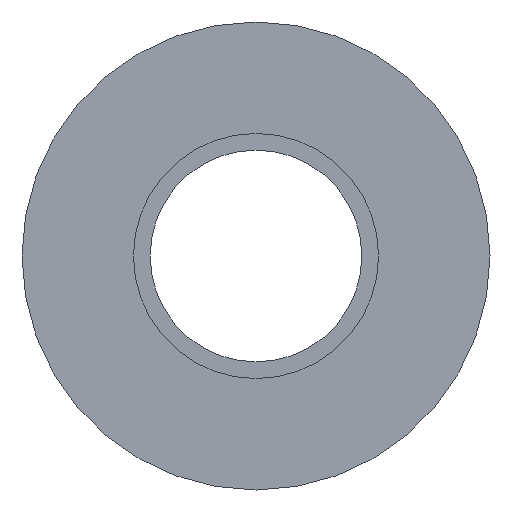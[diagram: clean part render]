
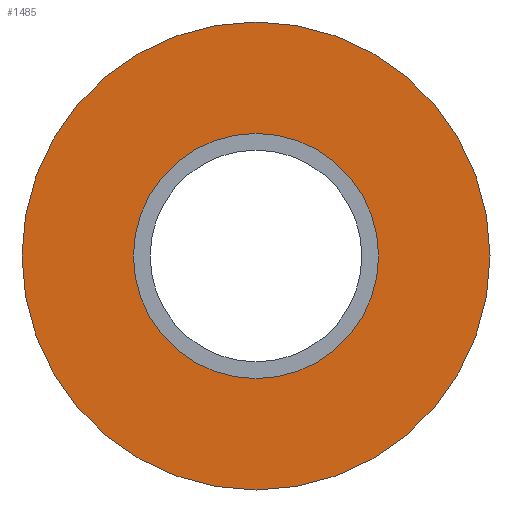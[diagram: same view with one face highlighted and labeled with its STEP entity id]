
A CAD part, front view. The second image highlights one B-rep face of the part: STEP entity #1485.
In plain terms, the highlighted planar face has unit normal (0, -1, 0).
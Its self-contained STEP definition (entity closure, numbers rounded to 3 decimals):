
#3 = ORIENTED_EDGE ( 'NONE', *, *, #319, .T. ) ;
#22 = VERTEX_POINT ( 'NONE', #1224 ) ;
#59 = DIRECTION ( 'NONE',  ( 0., 0., 1. ) ) ;
#68 = DIRECTION ( 'NONE',  ( 0., 1., 0. ) ) ;
#297 = VERTEX_POINT ( 'NONE', #1775 ) ;
#319 = EDGE_CURVE ( 'NONE', #297, #576, #796, .T. ) ;
#321 = DIRECTION ( 'NONE',  ( 0., 1., 0. ) ) ;
#378 = DIRECTION ( 'NONE',  ( 0., 1., 0. ) ) ;
#420 = VERTEX_POINT ( 'NONE', #1500 ) ;
#436 = ORIENTED_EDGE ( 'NONE', *, *, #656, .F. ) ;
#458 = FACE_OUTER_BOUND ( 'NONE', #1233, .T. ) ;
#493 = CARTESIAN_POINT ( 'NONE',  ( 0., 2., 0. ) ) ;
#513 = CARTESIAN_POINT ( 'NONE',  ( 0., 2., 0. ) ) ;
#549 = ORIENTED_EDGE ( 'NONE', *, *, #1203, .F. ) ;
#567 = AXIS2_PLACEMENT_3D ( 'NONE', #513, #1460, #59 ) ;
#576 = VERTEX_POINT ( 'NONE', #1144 ) ;
#628 = CARTESIAN_POINT ( 'NONE',  ( 0., 2., 0. ) ) ;
#656 = EDGE_CURVE ( 'NONE', #22, #420, #743, .T. ) ;
#712 = AXIS2_PLACEMENT_3D ( 'NONE', #493, #905, #1467 ) ;
#743 = CIRCLE ( 'NONE', #1228, 21. ) ;
#796 = CIRCLE ( 'NONE', #567, 11. ) ;
#870 = DIRECTION ( 'NONE',  ( 0., 0., 1. ) ) ;
#905 = DIRECTION ( 'NONE',  ( 0., 1., 0. ) ) ;
#924 = AXIS2_PLACEMENT_3D ( 'NONE', #1575, #321, #870 ) ;
#930 = DIRECTION ( 'NONE',  ( 0., 0., 1. ) ) ;
#944 = CIRCLE ( 'NONE', #1204, 21. ) ;
#1009 = PLANE ( 'NONE',  #924 ) ;
#1109 = EDGE_LOOP ( 'NONE', ( #1588, #3 ) ) ;
#1144 = CARTESIAN_POINT ( 'NONE',  ( 0., 2., 11. ) ) ;
#1203 = EDGE_CURVE ( 'NONE', #420, #22, #944, .T. ) ;
#1204 = AXIS2_PLACEMENT_3D ( 'NONE', #1632, #378, #930 ) ;
#1224 = CARTESIAN_POINT ( 'NONE',  ( 0., 2., 21. ) ) ;
#1228 = AXIS2_PLACEMENT_3D ( 'NONE', #628, #68, #1314 ) ;
#1233 = EDGE_LOOP ( 'NONE', ( #549, #436 ) ) ;
#1314 = DIRECTION ( 'NONE',  ( 0., 0., 1. ) ) ;
#1354 = EDGE_CURVE ( 'NONE', #576, #297, #1480, .T. ) ;
#1460 = DIRECTION ( 'NONE',  ( 0., 1., 0. ) ) ;
#1467 = DIRECTION ( 'NONE',  ( 0., 0., 1. ) ) ;
#1480 = CIRCLE ( 'NONE', #712, 11. ) ;
#1485 = ADVANCED_FACE ( 'NONE', ( #1707, #458 ), #1009, .F. ) ;
#1500 = CARTESIAN_POINT ( 'NONE',  ( 0., 2., -21. ) ) ;
#1575 = CARTESIAN_POINT ( 'NONE',  ( 0., 2., 0. ) ) ;
#1588 = ORIENTED_EDGE ( 'NONE', *, *, #1354, .T. ) ;
#1632 = CARTESIAN_POINT ( 'NONE',  ( 0., 2., 0. ) ) ;
#1707 = FACE_BOUND ( 'NONE', #1109, .T. ) ;
#1775 = CARTESIAN_POINT ( 'NONE',  ( 0., 2., -11. ) ) ;
